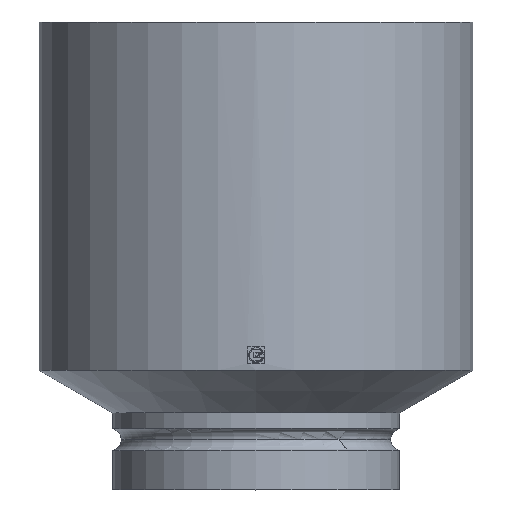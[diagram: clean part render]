
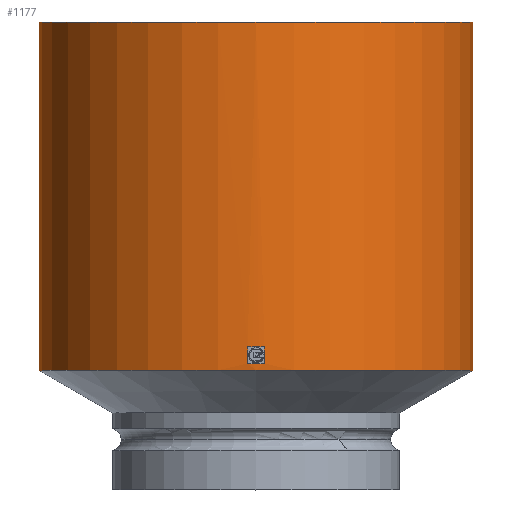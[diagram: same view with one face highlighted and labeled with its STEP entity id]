
A CAD part, top view. The second image highlights one B-rep face of the part: STEP entity #1177.
In plain terms, the highlighted cylindrical face has radius 65 mm (diameter 130 mm), a partial arc.
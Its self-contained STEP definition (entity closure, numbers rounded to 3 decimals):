
#6 = EDGE_CURVE ( 'NONE', #75, #1071, #1199, .T. ) ;
#16 = DIRECTION ( 'NONE',  ( 0., -1., 0. ) ) ;
#54 = VERTEX_POINT ( 'NONE', #522 ) ;
#60 = EDGE_CURVE ( 'NONE', #1071, #1703, #1406, .T. ) ;
#61 = CARTESIAN_POINT ( 'NONE',  ( 2.499, 42.677, 64.952 ) ) ;
#75 = VERTEX_POINT ( 'NONE', #116 ) ;
#88 = DIRECTION ( 'NONE',  ( 0., -1., 0. ) ) ;
#105 = CARTESIAN_POINT ( 'NONE',  ( 0., 2.042, 0. ) ) ;
#116 = CARTESIAN_POINT ( 'NONE',  ( 2.499, 37.702, 64.952 ) ) ;
#123 = AXIS2_PLACEMENT_3D ( 'NONE', #105, #1227, #957 ) ;
#148 = VECTOR ( 'NONE', #16, 1000. ) ;
#180 = ORIENTED_EDGE ( 'NONE', *, *, #1125, .F. ) ;
#231 = DIRECTION ( 'NONE',  ( 0., -1., 0. ) ) ;
#301 = ORIENTED_EDGE ( 'NONE', *, *, #6, .F. ) ;
#336 = DIRECTION ( 'NONE',  ( 1., 0., 0. ) ) ;
#366 = EDGE_LOOP ( 'NONE', ( #917, #425, #301, #419 ) ) ;
#403 = ORIENTED_EDGE ( 'NONE', *, *, #1712, .T. ) ;
#407 = CARTESIAN_POINT ( 'NONE',  ( 0., 42.677, 0. ) ) ;
#411 = VECTOR ( 'NONE', #1628, 1000. ) ;
#419 = ORIENTED_EDGE ( 'NONE', *, *, #1029, .T. ) ;
#425 = ORIENTED_EDGE ( 'NONE', *, *, #60, .F. ) ;
#449 = VERTEX_POINT ( 'NONE', #1054 ) ;
#453 = CARTESIAN_POINT ( 'NONE',  ( 65., 2.042, 0. ) ) ;
#472 = AXIS2_PLACEMENT_3D ( 'NONE', #962, #1260, #1505 ) ;
#490 = VERTEX_POINT ( 'NONE', #697 ) ;
#522 = CARTESIAN_POINT ( 'NONE',  ( -65., 140., 0. ) ) ;
#549 = CARTESIAN_POINT ( 'NONE',  ( -2.499, 42.677, 64.952 ) ) ;
#580 = AXIS2_PLACEMENT_3D ( 'NONE', #1123, #1666, #888 ) ;
#635 = AXIS2_PLACEMENT_3D ( 'NONE', #407, #231, #648 ) ;
#648 = DIRECTION ( 'NONE',  ( -0.038, 0., 0.999 ) ) ;
#654 = CARTESIAN_POINT ( 'NONE',  ( 65., 35.702, 0. ) ) ;
#668 = VECTOR ( 'NONE', #738, 1000. ) ;
#693 = CIRCLE ( 'NONE', #1550, 65. ) ;
#697 = CARTESIAN_POINT ( 'NONE',  ( -65., 35.702, 0. ) ) ;
#738 = DIRECTION ( 'NONE',  ( 0., -1., 0. ) ) ;
#764 = EDGE_CURVE ( 'NONE', #1703, #1224, #1229, .T. ) ;
#777 = ORIENTED_EDGE ( 'NONE', *, *, #1399, .F. ) ;
#812 = CIRCLE ( 'NONE', #580, 65. ) ;
#888 = DIRECTION ( 'NONE',  ( -0.038, 0., 0.999 ) ) ;
#907 = FACE_BOUND ( 'NONE', #366, .T. ) ;
#917 = ORIENTED_EDGE ( 'NONE', *, *, #764, .F. ) ;
#925 = VECTOR ( 'NONE', #1339, 1000. ) ;
#957 = DIRECTION ( 'NONE',  ( 1., 0., 0. ) ) ;
#962 = CARTESIAN_POINT ( 'NONE',  ( 0., 140., 0. ) ) ;
#989 = EDGE_LOOP ( 'NONE', ( #403, #1483, #180, #777 ) ) ;
#1029 = EDGE_CURVE ( 'NONE', #75, #1224, #812, .T. ) ;
#1054 = CARTESIAN_POINT ( 'NONE',  ( 65., 140., 0. ) ) ;
#1055 = CARTESIAN_POINT ( 'NONE',  ( 0., 35.702, 0. ) ) ;
#1071 = VERTEX_POINT ( 'NONE', #61 ) ;
#1075 = CARTESIAN_POINT ( 'NONE',  ( 2.499, 37.702, 64.952 ) ) ;
#1104 = CARTESIAN_POINT ( 'NONE',  ( -2.499, 42.677, 64.952 ) ) ;
#1123 = CARTESIAN_POINT ( 'NONE',  ( 0., 37.702, 0. ) ) ;
#1125 = EDGE_CURVE ( 'NONE', #1230, #490, #693, .T. ) ;
#1156 = CIRCLE ( 'NONE', #472, 65. ) ;
#1177 = ADVANCED_FACE ( 'NONE', ( #907, #1448 ), #1611, .T. ) ;
#1199 = LINE ( 'NONE', #1075, #411 ) ;
#1224 = VERTEX_POINT ( 'NONE', #1234 ) ;
#1227 = DIRECTION ( 'NONE',  ( 0., -1., 0. ) ) ;
#1229 = LINE ( 'NONE', #1104, #925 ) ;
#1230 = VERTEX_POINT ( 'NONE', #654 ) ;
#1234 = CARTESIAN_POINT ( 'NONE',  ( -2.499, 37.702, 64.952 ) ) ;
#1260 = DIRECTION ( 'NONE',  ( 0., -1., 0. ) ) ;
#1339 = DIRECTION ( 'NONE',  ( 0., -1., 0. ) ) ;
#1342 = EDGE_CURVE ( 'NONE', #54, #490, #1394, .T. ) ;
#1394 = LINE ( 'NONE', #1662, #668 ) ;
#1399 = EDGE_CURVE ( 'NONE', #449, #1230, #1673, .T. ) ;
#1406 = CIRCLE ( 'NONE', #635, 65. ) ;
#1448 = FACE_OUTER_BOUND ( 'NONE', #989, .T. ) ;
#1483 = ORIENTED_EDGE ( 'NONE', *, *, #1342, .T. ) ;
#1505 = DIRECTION ( 'NONE',  ( 1., 0., 0. ) ) ;
#1550 = AXIS2_PLACEMENT_3D ( 'NONE', #1055, #88, #336 ) ;
#1611 = CYLINDRICAL_SURFACE ( 'NONE', #123, 65. ) ;
#1628 = DIRECTION ( 'NONE',  ( 0., 1., 0. ) ) ;
#1662 = CARTESIAN_POINT ( 'NONE',  ( -65., 2.042, 0. ) ) ;
#1666 = DIRECTION ( 'NONE',  ( 0., -1., 0. ) ) ;
#1673 = LINE ( 'NONE', #453, #148 ) ;
#1703 = VERTEX_POINT ( 'NONE', #549 ) ;
#1712 = EDGE_CURVE ( 'NONE', #449, #54, #1156, .T. ) ;
